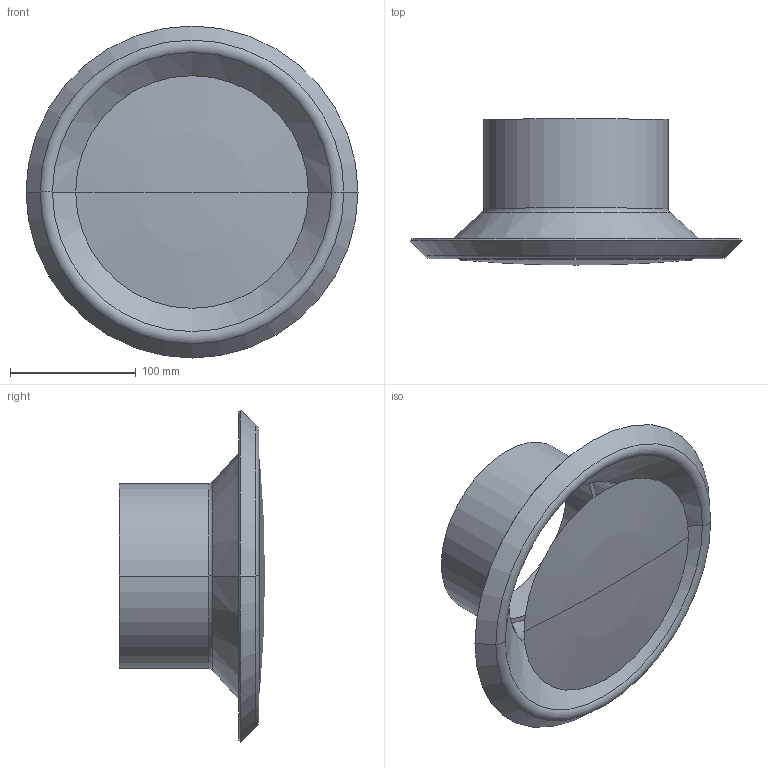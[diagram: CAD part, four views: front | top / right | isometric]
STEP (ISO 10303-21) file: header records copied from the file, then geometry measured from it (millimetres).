
FILE_DESCRIPTION((''),'2;1');
FILE_NAME('VENT-BR500','2021-02-12T',('seona'),(''),'CREO PARAMETRIC BY PTC INC, 2016260','CREO PARAMETRIC BY PTC INC, 2016260','');
FILE_SCHEMA(('CONFIG_CONTROL_DESIGN'));
Length unit declared in the file: millimetre
Products named in the file (1): VENT-BR500
Bounding box: 263.96 x 116 x 263.96 mm (x, y, z)
Volume: 275268.3 mm3; surface area: 283766.1 mm2
Topology: 2 solids, 3 shells, 36 faces, 72 edges, 38 vertices
Faces by surface type: cone 14, torus 8, cylinder 6, plane 4, sphere 4
Entity records: 942 total; most frequent: DIRECTION 188, CARTESIAN_POINT 142, ORIENTED_EDGE 136, AXIS2_PLACEMENT_3D 84, EDGE_CURVE 68, CIRCLE 48, VERTEX_POINT 38, EDGE_LOOP 38
